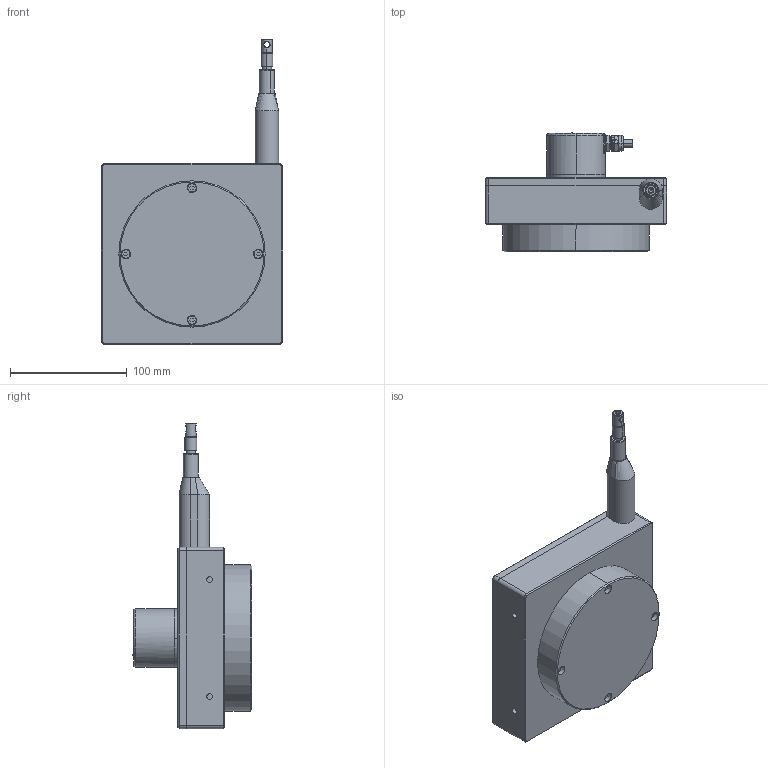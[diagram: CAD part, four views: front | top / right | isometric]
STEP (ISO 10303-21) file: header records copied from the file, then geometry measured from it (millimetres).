
FILE_DESCRIPTION(('CATIA V5 STEP Exchange'),'2;1');
FILE_NAME('LTF156-8M-JSCM50-ASM.stp','2025-10-20T07:11:36+00:00',('none'),('none'),'CATIA Version 5 Release 21 GA (IN-10)','CATIA V5 STEP AP203','none');
FILE_SCHEMA(('CONFIG_CONTROL_DESIGN'));
Length unit declared in the file: millimetre
Products named in the file (4): LTF156-8M-JSCM50-ASM; LTF156-COMPONENTS-JSCM50; LTF156-8M-LD-ASM-JSCM50; LTF80-LT-A-ASM
Assembly tree (17 placements, depth 3):
  LTF156-8M-JSCM50-ASM
    LTF156-COMPONENTS-JSCM50
      #66
    LTF156-8M-LD-ASM-JSCM50
      #12549  x4
      #13025  x2
    #13484
    #15458
    #18099
    #19234
    #20034
    LTF80-LT-A-ASM
      #21196
      #22648
Bounding box: 155 x 102 x 261 mm (x, y, z)
Volume: 655055 mm3; surface area: 211682.6 mm2
Topology: 14 solids, 25 shells, 741 faces, 1889 edges, 1240 vertices
Faces by surface type: cylinder 282, plane 184, bspline 172, cone 75, torus 28
Entity records: 22624 total; most frequent: CARTESIAN_POINT 8338, ORIENTED_EDGE 3286, DIRECTION 1959, EDGE_CURVE 1749, VERTEX_POINT 1152, AXIS2_PLACEMENT_3D 1067, EDGE_LOOP 815, ADVANCED_FACE 677
